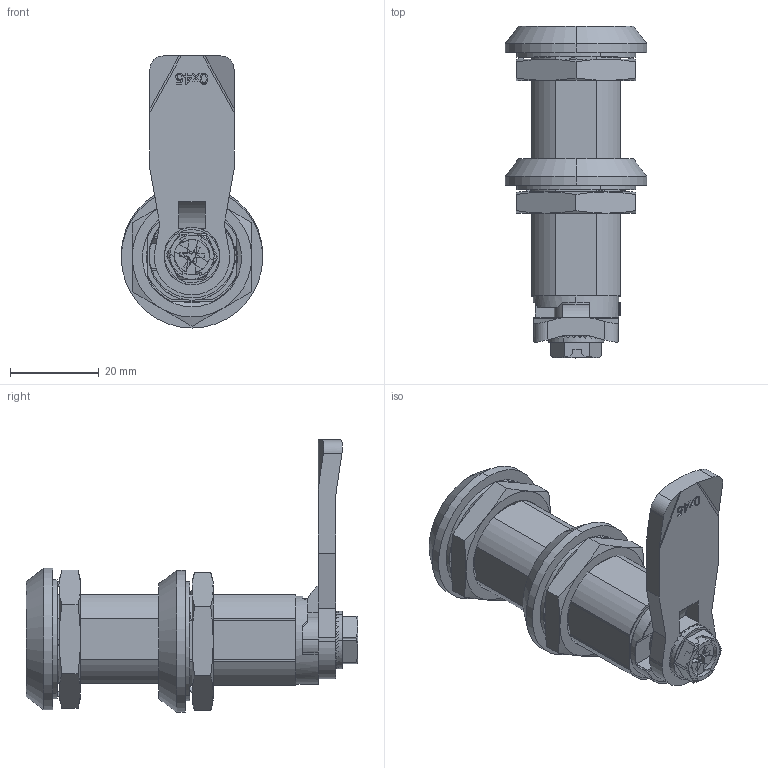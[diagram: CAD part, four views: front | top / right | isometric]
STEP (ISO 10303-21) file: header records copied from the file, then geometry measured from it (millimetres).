
FILE_DESCRIPTION (( 'STEP AP203' ), '1' );
FILE_NAME ('064.1.1.15.50.30.STEP', '2020-12-17T06:11:19', ( '' ), ( '' ), 'SwSTEP 2.0', 'SolidWorks 2019', '' );
FILE_SCHEMA (( 'CONFIG_CONTROL_DESIGN' ));
Length unit declared in the file: millimetre
Products named in the file (9): 064.1.1.15.50.30; 6^064.1.1.15.50.99_Assem10_Varsay考an; 7^064.1.1.15.50.99_Assem10_Varsay考an; 8^064.1.1.15.50.99_Assem10_Varsay考an; 1_1^064.1.1.15.50.99_Assem10_Varsay考an; 4^064.1.1.15.50.99_Assem10_Varsay考an; 064.1.1.15.20.30^Assem10_Varsay考an; 064.1.1.15.50.99^Assem10; GOBEK^064.1.1.15.50.99_Assem10_Varsay考an
Assembly tree (8 placements, depth 3):
  064.1.1.15.50.30
    064.1.1.15.50.99^Assem10
      1_1^064.1.1.15.50.99_Assem10_Varsay考an
      4^064.1.1.15.50.99_Assem10_Varsay考an
      6^064.1.1.15.50.99_Assem10_Varsay考an
      7^064.1.1.15.50.99_Assem10_Varsay考an
      8^064.1.1.15.50.99_Assem10_Varsay考an
      GOBEK^064.1.1.15.50.99_Assem10_Varsay考an
    064.1.1.15.20.30^Assem10_Varsay考an
Bounding box: 32 x 75 x 61.5 mm (x, y, z)
Volume: 41860.8 mm3; surface area: 32176.5 mm2
Topology: 13 solids, 13 shells, 769 faces, 2097 edges, 1398 vertices
Faces by surface type: plane 552, cylinder 126, cone 64, bspline 27
Entity records: 27549 total; most frequent: CARTESIAN_POINT 7706, ORIENTED_EDGE 4194, DIRECTION 3617, EDGE_CURVE 2097, VERTEX_POINT 1398, VECTOR 1233, LINE 1233, AXIS2_PLACEMENT_3D 1192
